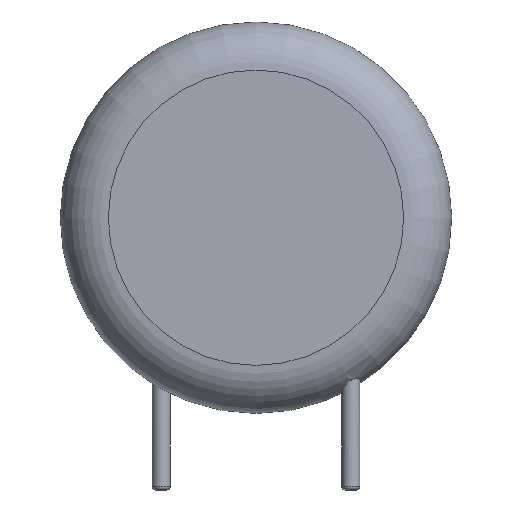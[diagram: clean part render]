
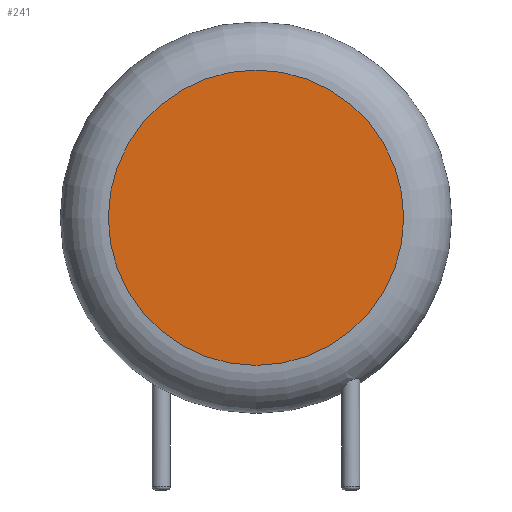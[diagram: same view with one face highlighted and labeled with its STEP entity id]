
A CAD part, front view. The second image highlights one B-rep face of the part: STEP entity #241.
In plain terms, the highlighted planar face has unit normal (0, -1, 0).
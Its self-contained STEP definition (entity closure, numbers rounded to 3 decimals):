
#29=DIRECTION('',(0.,-1.,0.));
#35=DIRECTION('',(1.,0.,0.));
#133=VERTEX_POINT('',#134);
#134=CARTESIAN_POINT('',(9.598,-2.65,7.78));
#138=DIRECTION('',(0.,0.,-1.));
#140=EDGE_CURVE('',#133,#133,#141,.T.);
#141=CIRCLE('',#142,5.848);
#142=AXIS2_PLACEMENT_3D('',#143,#29,#35);
#143=CARTESIAN_POINT('',(3.75,-2.65,7.78));
#220=DIRECTION('',(0.,-1.,0.));
#241=ADVANCED_FACE('',(#242),#245,.T.);
#242=FACE_BOUND('',#243,.T.);
#243=EDGE_LOOP('',(#244));
#244=ORIENTED_EDGE('',*,*,#140,.T.);
#245=PLANE('',#246);
#246=AXIS2_PLACEMENT_3D('',#143,#220,#138);
